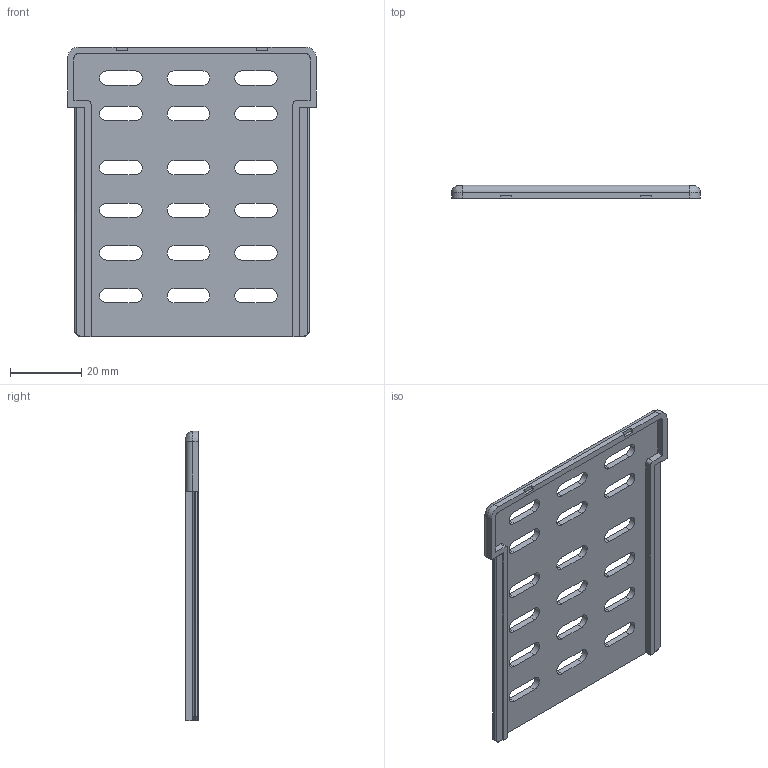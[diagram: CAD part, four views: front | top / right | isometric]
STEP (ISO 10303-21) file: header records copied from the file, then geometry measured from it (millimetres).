
FILE_DESCRIPTION(/* description */ ('STEP AP214'),/* implementation_level */ '2;1');
FILE_NAME(/* name */ 'back-sliding-cover.step',/* time_stamp */ '2025-06-27T11:59:49+02:00',/* author */ (''),/* organization */ (''),/* preprocessor_version */ 'ST-DEVELOPER v20.1',/* originating_system */ 'Autodesk Translation Framework v14.10.0.0',/* authorisation */ '');
FILE_SCHEMA (('AUTOMOTIVE_DESIGN { 1 0 10303 214 3 1 1 }'));
Length unit declared in the file: millimetre
Products named in the file (1): plus4Íâ¿Çºó»¬°å
Bounding box: 70 x 3.6 x 81.4 mm (x, y, z)
Volume: 8856.2 mm3; surface area: 11444.4 mm2
Topology: 1 solids, 1 shells, 131 faces, 379 edges, 250 vertices
Faces by surface type: plane 76, cylinder 49, cone 4, bspline 2
Entity records: 4461 total; most frequent: CARTESIAN_POINT 829, ORIENTED_EDGE 758, DIRECTION 731, EDGE_CURVE 379, LINE 271, VECTOR 271, VERTEX_POINT 250, AXIS2_PLACEMENT_3D 230
